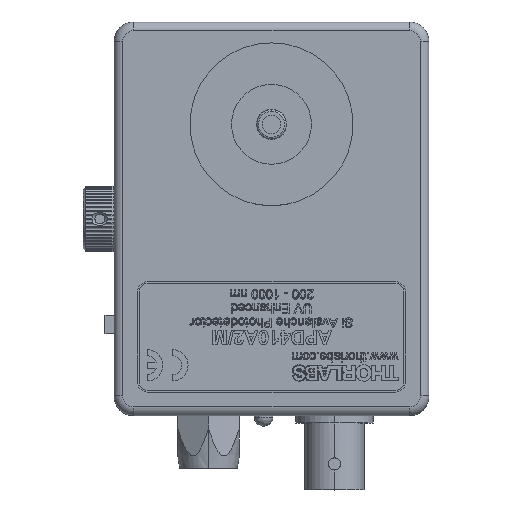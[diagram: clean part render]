
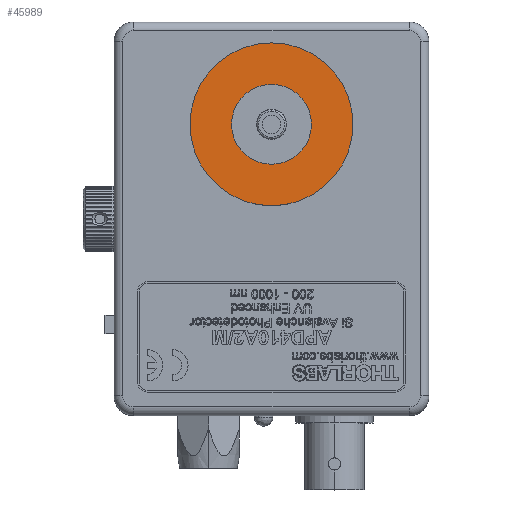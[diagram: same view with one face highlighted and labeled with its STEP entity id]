
A CAD part, top view. The second image highlights one B-rep face of the part: STEP entity #45989.
In plain terms, the highlighted planar face has unit normal (0, 0, 1).
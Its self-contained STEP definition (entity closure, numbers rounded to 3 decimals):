
#9269 = DIRECTION ( 'NONE',  ( 1., 0., 0. ) ) ;
#10293 = PLANE ( 'NONE',  #11730 ) ;
#11673 = DIRECTION ( 'NONE',  ( 0., 0., 1. ) ) ;
#11730 = AXIS2_PLACEMENT_3D ( 'NONE', #53428, #128637, #64286 ) ;
#14250 = DIRECTION ( 'NONE',  ( 0., 0., 1. ) ) ;
#22397 = AXIS2_PLACEMENT_3D ( 'NONE', #75957, #11673, #86813 ) ;
#35809 = CIRCLE ( 'NONE', #128431, 13.144 ) ;
#36028 = AXIS2_PLACEMENT_3D ( 'NONE', #78537, #14250, #89355 ) ;
#39183 = EDGE_LOOP ( 'NONE', ( #94158, #130525 ) ) ;
#45989 = ADVANCED_FACE ( 'NONE', ( #54441, #111694 ), #10293, .T. ) ;
#49817 = CARTESIAN_POINT ( 'NONE',  ( 25.4, 46.99, 27.432 ) ) ;
#51655 = ORIENTED_EDGE ( 'NONE', *, *, #74505, .F. ) ;
#53102 = ORIENTED_EDGE ( 'NONE', *, *, #120374, .F. ) ;
#53428 = CARTESIAN_POINT ( 'NONE',  ( 25.4, 46.99, 27.432 ) ) ;
#54441 = FACE_BOUND ( 'NONE', #136400, .T. ) ;
#60614 = DIRECTION ( 'NONE',  ( 1., 0., 0. ) ) ;
#64286 = DIRECTION ( 'NONE',  ( 1., 0., 0. ) ) ;
#64526 = CARTESIAN_POINT ( 'NONE',  ( 18.961, 46.99, 27.432 ) ) ;
#64583 = VERTEX_POINT ( 'NONE', #131479 ) ;
#73570 = DIRECTION ( 'NONE',  ( 0., 0., 1. ) ) ;
#74505 = EDGE_CURVE ( 'NONE', #64583, #111260, #95834, .T. ) ;
#75728 = VERTEX_POINT ( 'NONE', #103177 ) ;
#75957 = CARTESIAN_POINT ( 'NONE',  ( 25.4, 46.99, 27.432 ) ) ;
#78537 = CARTESIAN_POINT ( 'NONE',  ( 25.4, 46.99, 27.432 ) ) ;
#85054 = AXIS2_PLACEMENT_3D ( 'NONE', #137843, #73570, #9269 ) ;
#86813 = DIRECTION ( 'NONE',  ( 1., 0., 0. ) ) ;
#89355 = DIRECTION ( 'NONE',  ( 1., 0., 0. ) ) ;
#94158 = ORIENTED_EDGE ( 'NONE', *, *, #139241, .T. ) ;
#94894 = CIRCLE ( 'NONE', #85054, 6.439 ) ;
#95834 = CIRCLE ( 'NONE', #22397, 6.439 ) ;
#103177 = CARTESIAN_POINT ( 'NONE',  ( 12.256, 46.99, 27.432 ) ) ;
#103550 = VERTEX_POINT ( 'NONE', #109712 ) ;
#109712 = CARTESIAN_POINT ( 'NONE',  ( 38.544, 46.99, 27.432 ) ) ;
#111260 = VERTEX_POINT ( 'NONE', #64526 ) ;
#111358 = EDGE_CURVE ( 'NONE', #103550, #75728, #113534, .T. ) ;
#111694 = FACE_OUTER_BOUND ( 'NONE', #39183, .T. ) ;
#113534 = CIRCLE ( 'NONE', #36028, 13.144 ) ;
#120374 = EDGE_CURVE ( 'NONE', #111260, #64583, #94894, .T. ) ;
#125021 = DIRECTION ( 'NONE',  ( 0., 0., 1. ) ) ;
#128431 = AXIS2_PLACEMENT_3D ( 'NONE', #49817, #125021, #60614 ) ;
#128637 = DIRECTION ( 'NONE',  ( 0., 0., 1. ) ) ;
#130525 = ORIENTED_EDGE ( 'NONE', *, *, #111358, .T. ) ;
#131479 = CARTESIAN_POINT ( 'NONE',  ( 31.839, 46.99, 27.432 ) ) ;
#136400 = EDGE_LOOP ( 'NONE', ( #51655, #53102 ) ) ;
#137843 = CARTESIAN_POINT ( 'NONE',  ( 25.4, 46.99, 27.432 ) ) ;
#139241 = EDGE_CURVE ( 'NONE', #75728, #103550, #35809, .T. ) ;
